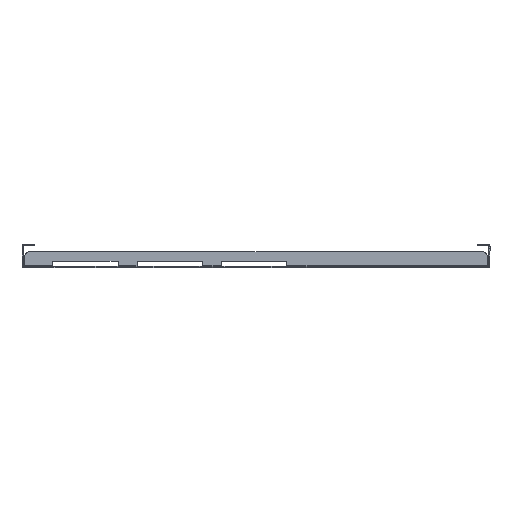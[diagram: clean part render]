
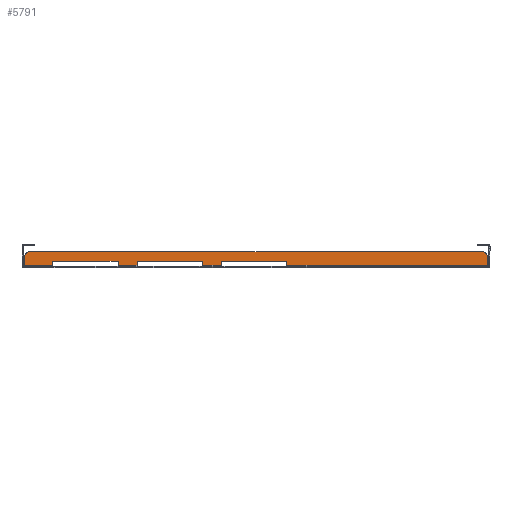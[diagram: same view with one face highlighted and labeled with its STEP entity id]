
A CAD part, front view. The second image highlights one B-rep face of the part: STEP entity #5791.
In plain terms, the highlighted planar face has unit normal (0, -1, 0).
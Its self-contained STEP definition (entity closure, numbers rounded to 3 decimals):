
#30 = CARTESIAN_POINT ( 'NONE',  ( -130.7, -397., 4.8 ) ) ;
#79 = EDGE_CURVE ( 'NONE', #5994, #1280, #1648, .T. ) ;
#178 = CARTESIAN_POINT ( 'NONE',  ( 80., -397., 4.8 ) ) ;
#236 = CARTESIAN_POINT ( 'NONE',  ( 29.3, -397., 4.8 ) ) ;
#237 = DIRECTION ( 'NONE',  ( 0., 0., 1. ) ) ;
#280 = EDGE_CURVE ( 'NONE', #5098, #1988, #4726, .T. ) ;
#341 = ORIENTED_EDGE ( 'NONE', *, *, #4265, .F. ) ;
#449 = CARTESIAN_POINT ( 'NONE',  ( 0., -397., 1. ) ) ;
#482 = CARTESIAN_POINT ( 'NONE',  ( -32.7, -397., 4.8 ) ) ;
#545 = EDGE_CURVE ( 'NONE', #4289, #1988, #3723, .T. ) ;
#547 = CARTESIAN_POINT ( 'NONE',  ( 214.5, -397., 13.8 ) ) ;
#630 = LINE ( 'NONE', #449, #3205 ) ;
#663 = CARTESIAN_POINT ( 'NONE',  ( -192.7, -397., 1. ) ) ;
#723 = DIRECTION ( 'NONE',  ( 0., -1., 0. ) ) ;
#801 = CARTESIAN_POINT ( 'NONE',  ( -130.7, -397., 4.8 ) ) ;
#815 = DIRECTION ( 'NONE',  ( 0., 0., -1. ) ) ;
#1002 = DIRECTION ( 'NONE',  ( 1., 0., 0. ) ) ;
#1083 = ORIENTED_EDGE ( 'NONE', *, *, #2864, .F. ) ;
#1100 = CARTESIAN_POINT ( 'NONE',  ( -32.7, -397., 4.8 ) ) ;
#1131 = AXIS2_PLACEMENT_3D ( 'NONE', #6405, #7034, #7671 ) ;
#1138 = VECTOR ( 'NONE', #237, 1000. ) ;
#1162 = VECTOR ( 'NONE', #2100, 1000. ) ;
#1165 = DIRECTION ( 'NONE',  ( 0., 0., -1. ) ) ;
#1224 = CIRCLE ( 'NONE', #3092, 5. ) ;
#1229 = CARTESIAN_POINT ( 'NONE',  ( -32.7, -397., 1. ) ) ;
#1280 = VERTEX_POINT ( 'NONE', #547 ) ;
#1298 = VERTEX_POINT ( 'NONE', #6188 ) ;
#1402 = EDGE_CURVE ( 'NONE', #6156, #4543, #4199, .T. ) ;
#1419 = LINE ( 'NONE', #3958, #7899 ) ;
#1463 = CARTESIAN_POINT ( 'NONE',  ( 0., -397., 0. ) ) ;
#1553 = ORIENTED_EDGE ( 'NONE', *, *, #280, .F. ) ;
#1555 = CARTESIAN_POINT ( 'NONE',  ( 0., -397., 1. ) ) ;
#1565 = ORIENTED_EDGE ( 'NONE', *, *, #4844, .T. ) ;
#1648 = LINE ( 'NONE', #2766, #1162 ) ;
#1656 = DIRECTION ( 'NONE',  ( 0., 0., -1. ) ) ;
#1666 = EDGE_CURVE ( 'NONE', #5363, #5098, #5962, .T. ) ;
#1686 = EDGE_CURVE ( 'NONE', #3053, #4970, #630, .T. ) ;
#1714 = ORIENTED_EDGE ( 'NONE', *, *, #3665, .T. ) ;
#1741 = VECTOR ( 'NONE', #6624, 1000. ) ;
#1751 = EDGE_CURVE ( 'NONE', #5554, #1280, #1224, .T. ) ;
#1926 = VECTOR ( 'NONE', #1656, 1000. ) ;
#1957 = CARTESIAN_POINT ( 'NONE',  ( 219.5, -397., 1. ) ) ;
#1982 = DIRECTION ( 'NONE',  ( 0., 0., -1. ) ) ;
#1988 = VERTEX_POINT ( 'NONE', #1229 ) ;
#1998 = VECTOR ( 'NONE', #3858, 1000. ) ;
#2026 = EDGE_CURVE ( 'NONE', #1298, #8118, #1419, .T. ) ;
#2038 = EDGE_CURVE ( 'NONE', #3310, #5110, #6721, .T. ) ;
#2049 = CARTESIAN_POINT ( 'NONE',  ( -50.7, -397., 4.8 ) ) ;
#2078 = EDGE_CURVE ( 'NONE', #6946, #4016, #7021, .T. ) ;
#2089 = CARTESIAN_POINT ( 'NONE',  ( 29.3, -397., 4.8 ) ) ;
#2100 = DIRECTION ( 'NONE',  ( 1., 0., 0. ) ) ;
#2109 = ORIENTED_EDGE ( 'NONE', *, *, #6350, .T. ) ;
#2173 = FACE_OUTER_BOUND ( 'NONE', #3605, .T. ) ;
#2353 = CARTESIAN_POINT ( 'NONE',  ( 219.5, -397., 8.8 ) ) ;
#2471 = DIRECTION ( 'NONE',  ( 0., -1., 0. ) ) ;
#2614 = ORIENTED_EDGE ( 'NONE', *, *, #1751, .T. ) ;
#2702 = LINE ( 'NONE', #801, #1926 ) ;
#2729 = DIRECTION ( 'NONE',  ( 0., 0., -1. ) ) ;
#2766 = CARTESIAN_POINT ( 'NONE',  ( 219.5, -397., 13.8 ) ) ;
#2864 = EDGE_CURVE ( 'NONE', #4543, #8118, #3967, .T. ) ;
#2903 = CARTESIAN_POINT ( 'NONE',  ( -219.5, -397., 8.8 ) ) ;
#2928 = CARTESIAN_POINT ( 'NONE',  ( -112.7, -397., 4.8 ) ) ;
#2949 = CIRCLE ( 'NONE', #1131, 5. ) ;
#3012 = LINE ( 'NONE', #2928, #6264 ) ;
#3053 = VERTEX_POINT ( 'NONE', #6321 ) ;
#3057 = VECTOR ( 'NONE', #2729, 1000. ) ;
#3087 = VECTOR ( 'NONE', #815, 1000. ) ;
#3092 = AXIS2_PLACEMENT_3D ( 'NONE', #6257, #2471, #3678 ) ;
#3140 = DIRECTION ( 'NONE',  ( 0., 0., -1. ) ) ;
#3150 = EDGE_CURVE ( 'NONE', #5554, #4016, #5318, .T. ) ;
#3205 = VECTOR ( 'NONE', #1002, 1000. ) ;
#3310 = VERTEX_POINT ( 'NONE', #3622 ) ;
#3406 = VECTOR ( 'NONE', #6356, 1000. ) ;
#3414 = DIRECTION ( 'NONE',  ( 1., 0., 0. ) ) ;
#3463 = ORIENTED_EDGE ( 'NONE', *, *, #1402, .F. ) ;
#3564 = VECTOR ( 'NONE', #3140, 1000. ) ;
#3593 = ORIENTED_EDGE ( 'NONE', *, *, #2078, .T. ) ;
#3605 = EDGE_LOOP ( 'NONE', ( #1083, #3463, #1714, #5309, #7695, #6694, #1565, #4082, #1553, #7540, #5128, #3593, #4186, #2614, #6097, #2109, #341, #6275 ) ) ;
#3622 = CARTESIAN_POINT ( 'NONE',  ( -50.7, -397., 4.8 ) ) ;
#3665 = EDGE_CURVE ( 'NONE', #6156, #3053, #2702, .T. ) ;
#3678 = DIRECTION ( 'NONE',  ( 0., 0., -1. ) ) ;
#3716 = CARTESIAN_POINT ( 'NONE',  ( -112.7, -397., 4.8 ) ) ;
#3723 = LINE ( 'NONE', #1555, #7149 ) ;
#3739 = EDGE_CURVE ( 'NONE', #5110, #4970, #3012, .T. ) ;
#3858 = DIRECTION ( 'NONE',  ( 1., 0., 0. ) ) ;
#3958 = CARTESIAN_POINT ( 'NONE',  ( 0., -397., 1. ) ) ;
#3967 = LINE ( 'NONE', #4977, #3564 ) ;
#4016 = VERTEX_POINT ( 'NONE', #1957 ) ;
#4082 = ORIENTED_EDGE ( 'NONE', *, *, #545, .T. ) ;
#4181 = VECTOR ( 'NONE', #6451, 1000. ) ;
#4186 = ORIENTED_EDGE ( 'NONE', *, *, #3150, .F. ) ;
#4199 = LINE ( 'NONE', #8107, #3406 ) ;
#4238 = DIRECTION ( 'NONE',  ( -1., 0., 0. ) ) ;
#4265 = EDGE_CURVE ( 'NONE', #1298, #5411, #5582, .T. ) ;
#4289 = VERTEX_POINT ( 'NONE', #6027 ) ;
#4543 = VERTEX_POINT ( 'NONE', #5660 ) ;
#4592 = PLANE ( 'NONE',  #5991 ) ;
#4726 = LINE ( 'NONE', #1100, #6278 ) ;
#4844 = EDGE_CURVE ( 'NONE', #3310, #4289, #6130, .T. ) ;
#4953 = LINE ( 'NONE', #236, #3057 ) ;
#4970 = VERTEX_POINT ( 'NONE', #6103 ) ;
#4977 = CARTESIAN_POINT ( 'NONE',  ( -192.7, -397., 4.8 ) ) ;
#5098 = VERTEX_POINT ( 'NONE', #482 ) ;
#5110 = VERTEX_POINT ( 'NONE', #3716 ) ;
#5128 = ORIENTED_EDGE ( 'NONE', *, *, #6395, .T. ) ;
#5191 = DIRECTION ( 'NONE',  ( 1., 0., 0. ) ) ;
#5309 = ORIENTED_EDGE ( 'NONE', *, *, #1686, .T. ) ;
#5318 = LINE ( 'NONE', #6480, #1741 ) ;
#5363 = VERTEX_POINT ( 'NONE', #2089 ) ;
#5411 = VERTEX_POINT ( 'NONE', #2903 ) ;
#5554 = VERTEX_POINT ( 'NONE', #2353 ) ;
#5582 = LINE ( 'NONE', #7753, #1138 ) ;
#5660 = CARTESIAN_POINT ( 'NONE',  ( -192.7, -397., 4.8 ) ) ;
#5791 = ADVANCED_FACE ( 'NONE', ( #2173 ), #4592, .T. ) ;
#5962 = LINE ( 'NONE', #6649, #6337 ) ;
#5991 = AXIS2_PLACEMENT_3D ( 'NONE', #1463, #723, #1982 ) ;
#5994 = VERTEX_POINT ( 'NONE', #8052 ) ;
#6027 = CARTESIAN_POINT ( 'NONE',  ( -50.7, -397., 1. ) ) ;
#6097 = ORIENTED_EDGE ( 'NONE', *, *, #79, .F. ) ;
#6103 = CARTESIAN_POINT ( 'NONE',  ( -112.7, -397., 1. ) ) ;
#6130 = LINE ( 'NONE', #2049, #3087 ) ;
#6156 = VERTEX_POINT ( 'NONE', #30 ) ;
#6188 = CARTESIAN_POINT ( 'NONE',  ( -219.5, -397., 1. ) ) ;
#6239 = DIRECTION ( 'NONE',  ( 0., 0., -1. ) ) ;
#6257 = CARTESIAN_POINT ( 'NONE',  ( 214.5, -397., 8.8 ) ) ;
#6264 = VECTOR ( 'NONE', #1165, 1000. ) ;
#6275 = ORIENTED_EDGE ( 'NONE', *, *, #2026, .T. ) ;
#6278 = VECTOR ( 'NONE', #6239, 1000. ) ;
#6321 = CARTESIAN_POINT ( 'NONE',  ( -130.7, -397., 1. ) ) ;
#6337 = VECTOR ( 'NONE', #4238, 1000. ) ;
#6350 = EDGE_CURVE ( 'NONE', #5994, #5411, #2949, .T. ) ;
#6356 = DIRECTION ( 'NONE',  ( -1., 0., 0. ) ) ;
#6395 = EDGE_CURVE ( 'NONE', #5363, #6946, #4953, .T. ) ;
#6405 = CARTESIAN_POINT ( 'NONE',  ( -214.5, -397., 8.8 ) ) ;
#6451 = DIRECTION ( 'NONE',  ( -1., 0., 0. ) ) ;
#6480 = CARTESIAN_POINT ( 'NONE',  ( 219.5, -397., 0. ) ) ;
#6624 = DIRECTION ( 'NONE',  ( 0., 0., -1. ) ) ;
#6649 = CARTESIAN_POINT ( 'NONE',  ( 160., -397., 4.8 ) ) ;
#6694 = ORIENTED_EDGE ( 'NONE', *, *, #2038, .F. ) ;
#6721 = LINE ( 'NONE', #178, #4181 ) ;
#6946 = VERTEX_POINT ( 'NONE', #7716 ) ;
#7021 = LINE ( 'NONE', #7024, #1998 ) ;
#7024 = CARTESIAN_POINT ( 'NONE',  ( 0., -397., 1. ) ) ;
#7034 = DIRECTION ( 'NONE',  ( 0., -1., 0. ) ) ;
#7149 = VECTOR ( 'NONE', #3414, 1000. ) ;
#7540 = ORIENTED_EDGE ( 'NONE', *, *, #1666, .F. ) ;
#7671 = DIRECTION ( 'NONE',  ( 0., 0., -1. ) ) ;
#7695 = ORIENTED_EDGE ( 'NONE', *, *, #3739, .F. ) ;
#7716 = CARTESIAN_POINT ( 'NONE',  ( 29.3, -397., 1. ) ) ;
#7753 = CARTESIAN_POINT ( 'NONE',  ( -219.5, -397., 13.8 ) ) ;
#7899 = VECTOR ( 'NONE', #5191, 1000. ) ;
#8052 = CARTESIAN_POINT ( 'NONE',  ( -214.5, -397., 13.8 ) ) ;
#8107 = CARTESIAN_POINT ( 'NONE',  ( 0., -397., 4.8 ) ) ;
#8118 = VERTEX_POINT ( 'NONE', #663 ) ;
